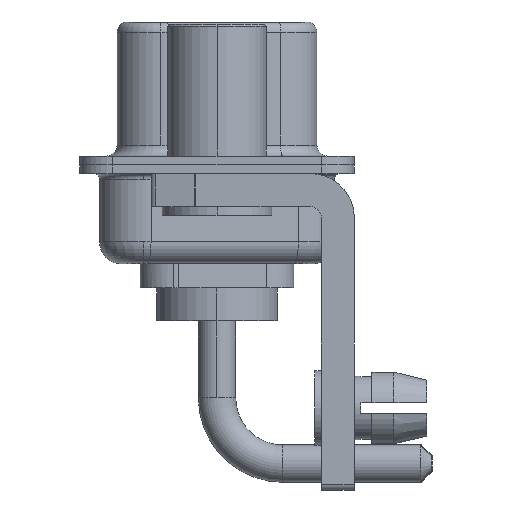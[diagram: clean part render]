
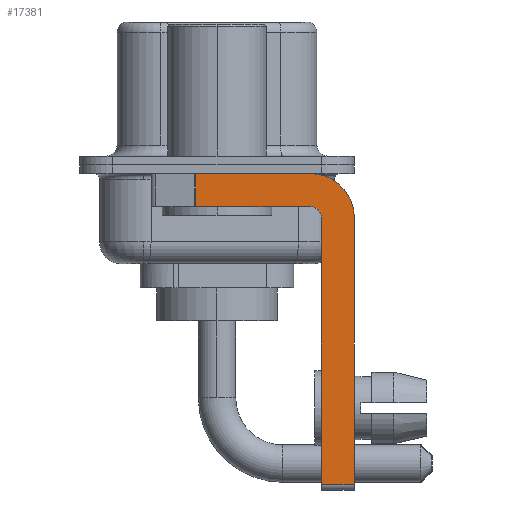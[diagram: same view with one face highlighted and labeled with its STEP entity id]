
A CAD part, left-side view. The second image highlights one B-rep face of the part: STEP entity #17381.
In plain terms, the highlighted planar face has unit normal (-1, 0, 0).
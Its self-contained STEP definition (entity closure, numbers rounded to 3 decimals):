
#314 = CARTESIAN_POINT ( 'NONE',  ( -2.9, 0.978, -1.9 ) ) ;
#612 = EDGE_CURVE ( 'NONE', #16198, #2536, #683, .T. ) ;
#652 = ORIENTED_EDGE ( 'NONE', *, *, #7091, .T. ) ;
#683 = LINE ( 'NONE', #16408, #3532 ) ;
#1088 = CARTESIAN_POINT ( 'NONE',  ( -2.9, 0.978, -1.9 ) ) ;
#1242 = LINE ( 'NONE', #11247, #12122 ) ;
#1258 = ORIENTED_EDGE ( 'NONE', *, *, #612, .F. ) ;
#1361 = ORIENTED_EDGE ( 'NONE', *, *, #7651, .F. ) ;
#1383 = VERTEX_POINT ( 'NONE', #3237 ) ;
#1623 = AXIS2_PLACEMENT_3D ( 'NONE', #4993, #16495, #10867 ) ;
#1722 = VERTEX_POINT ( 'NONE', #16890 ) ;
#2536 = VERTEX_POINT ( 'NONE', #1088 ) ;
#2755 = CARTESIAN_POINT ( 'NONE',  ( -2.9, -4.25, -2.4 ) ) ;
#2776 = VECTOR ( 'NONE', #15664, 1000. ) ;
#2932 = CARTESIAN_POINT ( 'NONE',  ( -2.9, -4.25, -1.9 ) ) ;
#3237 = CARTESIAN_POINT ( 'NONE',  ( -2.9, -4.75, -14.55 ) ) ;
#3532 = VECTOR ( 'NONE', #6296, 1000. ) ;
#3997 = DIRECTION ( 'NONE',  ( 1., 0., 0. ) ) ;
#4344 = AXIS2_PLACEMENT_3D ( 'NONE', #9953, #3997, #6962 ) ;
#4535 = LINE ( 'NONE', #10216, #2776 ) ;
#4993 = CARTESIAN_POINT ( 'NONE',  ( -2.9, -4.25, -2.4 ) ) ;
#5018 = EDGE_CURVE ( 'NONE', #1383, #6573, #14512, .T. ) ;
#5240 = CARTESIAN_POINT ( 'NONE',  ( -2.9, -4.75, -2.4 ) ) ;
#5311 = ORIENTED_EDGE ( 'NONE', *, *, #8630, .F. ) ;
#5650 = PLANE ( 'NONE',  #4344 ) ;
#5786 = CARTESIAN_POINT ( 'NONE',  ( -2.9, -6.25, -14.55 ) ) ;
#5820 = DIRECTION ( 'NONE',  ( -1., 0., 0. ) ) ;
#6296 = DIRECTION ( 'NONE',  ( 0., 1., 0. ) ) ;
#6573 = VERTEX_POINT ( 'NONE', #5240 ) ;
#6962 = DIRECTION ( 'NONE',  ( 0., 0., -1. ) ) ;
#7091 = EDGE_CURVE ( 'NONE', #1383, #18499, #12120, .T. ) ;
#7633 = EDGE_LOOP ( 'NONE', ( #1361, #8729, #1258, #18494, #15107, #652, #5311, #16799 ) ) ;
#7651 = EDGE_CURVE ( 'NONE', #15780, #1722, #1242, .T. ) ;
#8194 = CARTESIAN_POINT ( 'NONE',  ( -2.9, -4.25, -14.55 ) ) ;
#8619 = EDGE_CURVE ( 'NONE', #6573, #16198, #8744, .T. ) ;
#8630 = EDGE_CURVE ( 'NONE', #17142, #18499, #4535, .T. ) ;
#8729 = ORIENTED_EDGE ( 'NONE', *, *, #15744, .T. ) ;
#8744 = CIRCLE ( 'NONE', #13523, 0.5 ) ;
#8988 = DIRECTION ( 'NONE',  ( 0., 0., 1. ) ) ;
#9179 = VECTOR ( 'NONE', #13897, 1000. ) ;
#9946 = DIRECTION ( 'NONE',  ( 0., -1., 0. ) ) ;
#9953 = CARTESIAN_POINT ( 'NONE',  ( -2.9, -4.25, -2.4 ) ) ;
#10216 = CARTESIAN_POINT ( 'NONE',  ( -2.9, -6.25, -2.4 ) ) ;
#10282 = CIRCLE ( 'NONE', #1623, 2. ) ;
#10867 = DIRECTION ( 'NONE',  ( 0., 0., -1. ) ) ;
#11247 = CARTESIAN_POINT ( 'NONE',  ( -2.9, 3., -0.4 ) ) ;
#12099 = CARTESIAN_POINT ( 'NONE',  ( -2.9, 0.978, -0.4 ) ) ;
#12120 = LINE ( 'NONE', #8194, #9179 ) ;
#12122 = VECTOR ( 'NONE', #9946, 1000. ) ;
#13121 = LINE ( 'NONE', #314, #18026 ) ;
#13523 = AXIS2_PLACEMENT_3D ( 'NONE', #2755, #5820, #14241 ) ;
#13897 = DIRECTION ( 'NONE',  ( 0., -1., 0. ) ) ;
#14069 = FACE_OUTER_BOUND ( 'NONE', #7633, .T. ) ;
#14241 = DIRECTION ( 'NONE',  ( 0., 0., 1. ) ) ;
#14512 = LINE ( 'NONE', #17692, #16829 ) ;
#15107 = ORIENTED_EDGE ( 'NONE', *, *, #5018, .F. ) ;
#15664 = DIRECTION ( 'NONE',  ( 0., 0., -1. ) ) ;
#15744 = EDGE_CURVE ( 'NONE', #15780, #2536, #13121, .T. ) ;
#15780 = VERTEX_POINT ( 'NONE', #12099 ) ;
#16198 = VERTEX_POINT ( 'NONE', #2932 ) ;
#16408 = CARTESIAN_POINT ( 'NONE',  ( -2.9, -4.25, -1.9 ) ) ;
#16495 = DIRECTION ( 'NONE',  ( 1., 0., 0. ) ) ;
#16799 = ORIENTED_EDGE ( 'NONE', *, *, #17636, .F. ) ;
#16829 = VECTOR ( 'NONE', #8988, 1000. ) ;
#16890 = CARTESIAN_POINT ( 'NONE',  ( -2.9, -4.25, -0.4 ) ) ;
#17142 = VERTEX_POINT ( 'NONE', #17446 ) ;
#17381 = ADVANCED_FACE ( 'NONE', ( #14069 ), #5650, .F. ) ;
#17444 = DIRECTION ( 'NONE',  ( 0., 0., -1. ) ) ;
#17446 = CARTESIAN_POINT ( 'NONE',  ( -2.9, -6.25, -2.4 ) ) ;
#17636 = EDGE_CURVE ( 'NONE', #1722, #17142, #10282, .T. ) ;
#17692 = CARTESIAN_POINT ( 'NONE',  ( -2.9, -4.75, -14.8 ) ) ;
#18026 = VECTOR ( 'NONE', #17444, 1000. ) ;
#18494 = ORIENTED_EDGE ( 'NONE', *, *, #8619, .F. ) ;
#18499 = VERTEX_POINT ( 'NONE', #5786 ) ;
